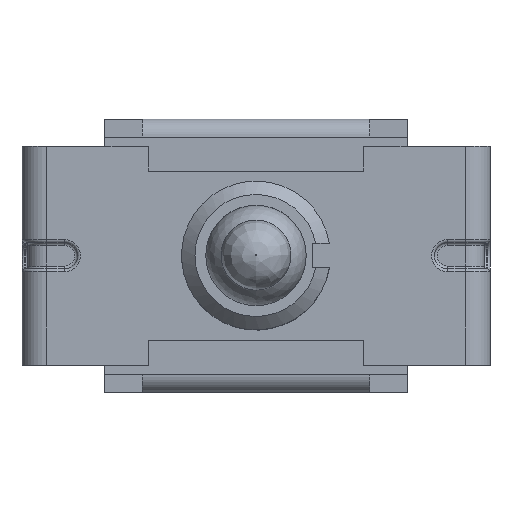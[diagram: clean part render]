
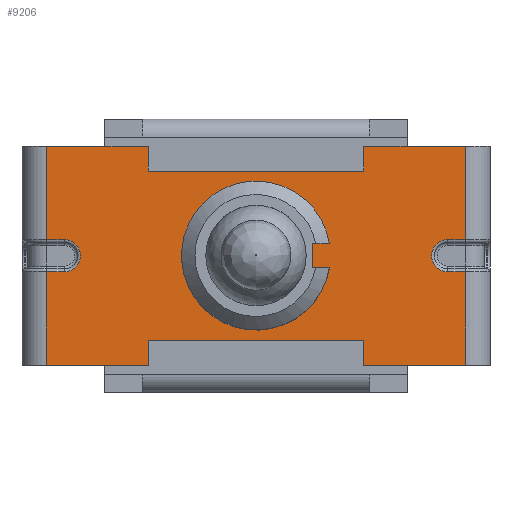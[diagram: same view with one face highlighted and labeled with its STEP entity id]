
A CAD part, top view. The second image highlights one B-rep face of the part: STEP entity #9206.
In plain terms, the highlighted planar face has unit normal (0, 0, 1).
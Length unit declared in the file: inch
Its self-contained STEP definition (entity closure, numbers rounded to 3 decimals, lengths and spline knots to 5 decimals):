
#127=FACE_BOUND('',#1205,.T.);
#217=PLANE('',#9940);
#659=FACE_OUTER_BOUND('',#1204,.T.);
#1204=EDGE_LOOP('',(#6974,#6975,#6976,#6977,#6978,#6979,#6980,#6981,#6982,
#6983,#6984,#6985,#6986,#6987,#6988,#6989,#6990,#6991,#6992,#6993));
#1205=EDGE_LOOP('',(#6994,#6995,#6996,#6997));
#1597=LINE('',#13315,#2618);
#1600=LINE('',#13323,#2621);
#1602=LINE('',#13337,#2623);
#1678=LINE('',#13561,#2699);
#1697=LINE('',#13666,#2718);
#1702=LINE('',#13686,#2723);
#1703=LINE('',#13693,#2724);
#1721=LINE('',#13764,#2742);
#1747=LINE('',#13895,#2768);
#1766=LINE('',#13950,#2787);
#1767=LINE('',#13961,#2788);
#1824=LINE('',#14109,#2845);
#1828=LINE('',#14118,#2849);
#1831=LINE('',#14122,#2852);
#1834=LINE('',#14130,#2855);
#1838=LINE('',#14139,#2859);
#1841=LINE('',#14143,#2862);
#1843=LINE('',#14147,#2864);
#1847=LINE('',#14154,#2868);
#1851=LINE('',#14161,#2872);
#1856=LINE('',#14170,#2877);
#2618=VECTOR('',#10507,0.3937);
#2621=VECTOR('',#10512,0.3937);
#2623=VECTOR('',#10524,0.3937);
#2699=VECTOR('',#10718,0.3937);
#2718=VECTOR('',#10853,0.3937);
#2723=VECTOR('',#10878,0.3937);
#2724=VECTOR('',#10889,0.3937);
#2742=VECTOR('',#10969,0.3937);
#2768=VECTOR('',#11133,0.3937);
#2787=VECTOR('',#11186,0.3937);
#2788=VECTOR('',#11205,0.3937);
#2845=VECTOR('',#11372,0.3937);
#2849=VECTOR('',#11378,0.3937);
#2852=VECTOR('',#11383,0.3937);
#2855=VECTOR('',#11388,0.3937);
#2859=VECTOR('',#11394,0.3937);
#2862=VECTOR('',#11399,0.3937);
#2864=VECTOR('',#11405,0.3937);
#2868=VECTOR('',#11413,0.3937);
#2872=VECTOR('',#11421,0.3937);
#2877=VECTOR('',#11432,0.3937);
#3636=CIRCLE('',#9604,0.12244);
#3714=CIRCLE('',#9741,0.02638);
#3783=CIRCLE('',#9865,0.02638);
#3937=VERTEX_POINT('',#13303);
#3938=VERTEX_POINT('',#13305);
#3941=VERTEX_POINT('',#13312);
#3942=VERTEX_POINT('',#13314);
#4035=VERTEX_POINT('',#13557);
#4036=VERTEX_POINT('',#13559);
#4063=VERTEX_POINT('',#13663);
#4064=VERTEX_POINT('',#13665);
#4069=VERTEX_POINT('',#13685);
#4070=VERTEX_POINT('',#13689);
#4090=VERTEX_POINT('',#13758);
#4092=VERTEX_POINT('',#13762);
#4126=VERTEX_POINT('',#13891);
#4128=VERTEX_POINT('',#13894);
#4147=VERTEX_POINT('',#13949);
#4148=VERTEX_POINT('',#13955);
#4183=VERTEX_POINT('',#14106);
#4184=VERTEX_POINT('',#14108);
#4187=VERTEX_POINT('',#14115);
#4188=VERTEX_POINT('',#14117);
#4191=VERTEX_POINT('',#14127);
#4192=VERTEX_POINT('',#14129);
#4195=VERTEX_POINT('',#14136);
#4196=VERTEX_POINT('',#14138);
#4785=EDGE_CURVE('',#3937,#3938,#3636,.T.);
#4789=EDGE_CURVE('',#3941,#3942,#1597,.T.);
#4793=EDGE_CURVE('',#3942,#3937,#1600,.T.);
#4799=EDGE_CURVE('',#3938,#3941,#1602,.T.);
#4910=EDGE_CURVE('',#4035,#4036,#1678,.T.);
#4962=EDGE_CURVE('',#4064,#4063,#1697,.T.);
#4972=EDGE_CURVE('',#4035,#4069,#1702,.T.);
#4974=EDGE_CURVE('',#4069,#4070,#3714,.T.);
#4976=EDGE_CURVE('',#4070,#4063,#1703,.T.);
#5010=EDGE_CURVE('',#4090,#4092,#1721,.T.);
#5075=EDGE_CURVE('',#4128,#4126,#1747,.T.);
#5104=EDGE_CURVE('',#4090,#4147,#1766,.T.);
#5107=EDGE_CURVE('',#4147,#4148,#3783,.T.);
#5110=EDGE_CURVE('',#4148,#4126,#1767,.T.);
#5183=EDGE_CURVE('',#4184,#4183,#1824,.T.);
#5187=EDGE_CURVE('',#4188,#4187,#1828,.T.);
#5190=EDGE_CURVE('',#4187,#4184,#1831,.T.);
#5193=EDGE_CURVE('',#4192,#4191,#1834,.T.);
#5197=EDGE_CURVE('',#4196,#4195,#1838,.T.);
#5200=EDGE_CURVE('',#4195,#4192,#1841,.T.);
#5202=EDGE_CURVE('',#4183,#4064,#1843,.T.);
#5206=EDGE_CURVE('',#4196,#4036,#1847,.T.);
#5210=EDGE_CURVE('',#4188,#4092,#1851,.T.);
#5215=EDGE_CURVE('',#4191,#4128,#1856,.T.);
#6974=ORIENTED_EDGE('',*,*,#5193,.T.);
#6975=ORIENTED_EDGE('',*,*,#5215,.T.);
#6976=ORIENTED_EDGE('',*,*,#5075,.T.);
#6977=ORIENTED_EDGE('',*,*,#5110,.F.);
#6978=ORIENTED_EDGE('',*,*,#5107,.F.);
#6979=ORIENTED_EDGE('',*,*,#5104,.F.);
#6980=ORIENTED_EDGE('',*,*,#5010,.T.);
#6981=ORIENTED_EDGE('',*,*,#5210,.F.);
#6982=ORIENTED_EDGE('',*,*,#5187,.T.);
#6983=ORIENTED_EDGE('',*,*,#5190,.T.);
#6984=ORIENTED_EDGE('',*,*,#5183,.T.);
#6985=ORIENTED_EDGE('',*,*,#5202,.T.);
#6986=ORIENTED_EDGE('',*,*,#4962,.T.);
#6987=ORIENTED_EDGE('',*,*,#4976,.F.);
#6988=ORIENTED_EDGE('',*,*,#4974,.F.);
#6989=ORIENTED_EDGE('',*,*,#4972,.F.);
#6990=ORIENTED_EDGE('',*,*,#4910,.T.);
#6991=ORIENTED_EDGE('',*,*,#5206,.F.);
#6992=ORIENTED_EDGE('',*,*,#5197,.T.);
#6993=ORIENTED_EDGE('',*,*,#5200,.T.);
#6994=ORIENTED_EDGE('',*,*,#4793,.F.);
#6995=ORIENTED_EDGE('',*,*,#4789,.F.);
#6996=ORIENTED_EDGE('',*,*,#4799,.F.);
#6997=ORIENTED_EDGE('',*,*,#4785,.F.);
#9206=ADVANCED_FACE('',(#659,#127),#217,.T.);
#9604=AXIS2_PLACEMENT_3D('',#13306,#10500,#10501);
#9741=AXIS2_PLACEMENT_3D('',#13690,#10883,#10884);
#9865=AXIS2_PLACEMENT_3D('',#13956,#11195,#11196);
#9940=AXIS2_PLACEMENT_3D('',#14176,#11438,#11439);
#10500=DIRECTION('center_axis',(0.,0.,
1.));
#10501=DIRECTION('ref_axis',(0.986,0.164,0.));
#10507=DIRECTION('',(0.,1.,0.));
#10512=DIRECTION('',(1.,0.,0.));
#10524=DIRECTION('',(-1.,0.,0.));
#10718=DIRECTION('',(0.,1.,0.));
#10853=DIRECTION('',(0.,1.,0.));
#10878=DIRECTION('',(-1.,0.,0.));
#10883=DIRECTION('center_axis',(0.,0.,
1.));
#10884=DIRECTION('ref_axis',(-1.,0.,0.));
#10889=DIRECTION('',(1.,0.,0.));
#10969=DIRECTION('',(0.,-1.,0.));
#11133=DIRECTION('',(0.,-1.,0.));
#11186=DIRECTION('',(1.,0.,0.));
#11195=DIRECTION('center_axis',(0.,0.,
1.));
#11196=DIRECTION('ref_axis',(1.,0.,0.));
#11205=DIRECTION('',(-1.,0.,0.));
#11372=DIRECTION('',(0.,-1.,0.));
#11378=DIRECTION('',(0.,1.,0.));
#11383=DIRECTION('',(1.,0.,0.));
#11388=DIRECTION('',(0.,1.,0.));
#11394=DIRECTION('',(0.,-1.,0.));
#11399=DIRECTION('',(-1.,0.,0.));
#11405=DIRECTION('',(1.,0.,0.));
#11413=DIRECTION('',(1.,0.,0.));
#11421=DIRECTION('',(-1.,0.,0.));
#11432=DIRECTION('',(-1.,0.,0.));
#11438=DIRECTION('center_axis',(0.,0.,
1.));
#11439=DIRECTION('ref_axis',(1.,0.,0.));
#13303=CARTESIAN_POINT('',(0.12078,0.02008,0.37008));
#13305=CARTESIAN_POINT('',(0.12078,-0.02008,0.37008));
#13306=CARTESIAN_POINT('Origin',(0.,0.,
0.37008));
#13312=CARTESIAN_POINT('',(0.09283,-0.02008,0.37008));
#13314=CARTESIAN_POINT('',(0.09283,0.02008,0.37008));
#13315=CARTESIAN_POINT('',(0.09283,-0.02008,0.37008));
#13323=CARTESIAN_POINT('',(0.09283,0.02008,0.37008));
#13337=CARTESIAN_POINT('',(0.12078,-0.02008,0.37008));
#13557=CARTESIAN_POINT('',(0.34488,0.02638,0.37008));
#13559=CARTESIAN_POINT('',(0.34488,0.17992,0.37008));
#13561=CARTESIAN_POINT('',(0.34488,-0.075,0.37008));
#13663=CARTESIAN_POINT('',(0.34488,-0.02638,0.37008));
#13665=CARTESIAN_POINT('',(0.34488,-0.17992,0.37008));
#13666=CARTESIAN_POINT('',(0.34488,-0.075,0.37008));
#13685=CARTESIAN_POINT('',(0.31535,0.02638,0.37008));
#13686=CARTESIAN_POINT('',(0.19252,0.02638,0.37008));
#13689=CARTESIAN_POINT('',(0.31535,-0.02638,0.37008));
#13690=CARTESIAN_POINT('Origin',(0.31535,0.,
0.37008));
#13693=CARTESIAN_POINT('',(0.19252,-0.02638,0.37008));
#13758=CARTESIAN_POINT('',(-0.34488,-0.02638,0.37008));
#13762=CARTESIAN_POINT('',(-0.34488,-0.17992,0.37008));
#13764=CARTESIAN_POINT('',(-0.34488,0.075,0.37008));
#13891=CARTESIAN_POINT('',(-0.34488,0.02638,0.37008));
#13894=CARTESIAN_POINT('',(-0.34488,0.17992,0.37008));
#13895=CARTESIAN_POINT('',(-0.34488,0.075,0.37008));
#13949=CARTESIAN_POINT('',(-0.31535,-0.02638,0.37008));
#13950=CARTESIAN_POINT('',(-0.19252,-0.02638,0.37008));
#13955=CARTESIAN_POINT('',(-0.31535,0.02638,0.37008));
#13956=CARTESIAN_POINT('Origin',(-0.31535,0.,
0.37008));
#13961=CARTESIAN_POINT('',(-0.19252,0.02638,0.37008));
#14106=CARTESIAN_POINT('',(0.17717,-0.17992,0.37008));
#14108=CARTESIAN_POINT('',(0.17717,-0.13937,0.37008));
#14109=CARTESIAN_POINT('',(0.17717,-0.075,0.37008));
#14115=CARTESIAN_POINT('',(-0.17717,-0.13937,0.37008));
#14117=CARTESIAN_POINT('',(-0.17717,-0.17992,0.37008));
#14118=CARTESIAN_POINT('',(-0.17717,-0.06969,0.37008));
#14122=CARTESIAN_POINT('',(0.08858,-0.13937,0.37008));
#14127=CARTESIAN_POINT('',(-0.17717,0.17992,0.37008));
#14129=CARTESIAN_POINT('',(-0.17717,0.13937,0.37008));
#14130=CARTESIAN_POINT('',(-0.17717,0.075,0.37008));
#14136=CARTESIAN_POINT('',(0.17717,0.13937,0.37008));
#14138=CARTESIAN_POINT('',(0.17717,0.17992,0.37008));
#14139=CARTESIAN_POINT('',(0.17717,0.06969,0.37008));
#14143=CARTESIAN_POINT('',(-0.08858,0.13937,0.37008));
#14147=CARTESIAN_POINT('',(0.22913,-0.17992,0.37008));
#14154=CARTESIAN_POINT('',(0.22913,0.17992,0.37008));
#14161=CARTESIAN_POINT('',(-0.22913,-0.17992,0.37008));
#14170=CARTESIAN_POINT('',(-0.22913,0.17992,0.37008));
#14176=CARTESIAN_POINT('Origin',(0.,0.,0.37008));
